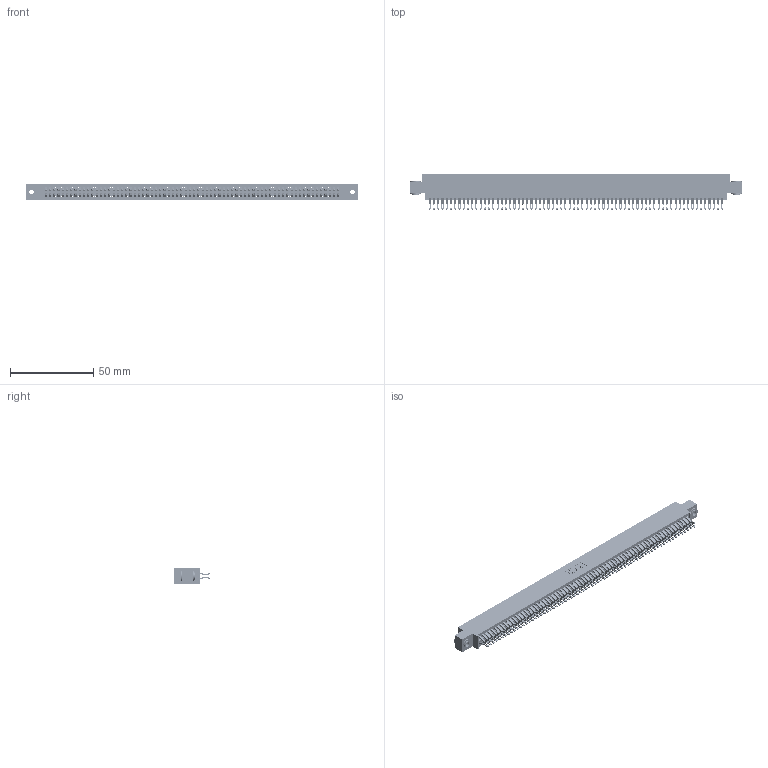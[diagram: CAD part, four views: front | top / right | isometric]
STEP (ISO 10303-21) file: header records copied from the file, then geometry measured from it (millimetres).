
FILE_DESCRIPTION (( 'STEP AP203' ), '1' );
FILE_NAME ('395-140-555-803.STEP', '2019-10-30T02:32:00', ( '' ), ( '' ), 'SwSTEP 2.0', 'SolidWorks 2016', '' );
FILE_SCHEMA (( 'CONFIG_CONTROL_DESIGN' ));
Length unit declared in the file: inch
Products named in the file (4): 345 Part_0.170 Offset - 0.156 Dia-TH; 345-292-001_555 Tail; 345-250-002_345-250-002-102; 395-140-555-803
Assembly tree (143 placements, depth 2):
  395-140-555-803
    345 Part_0.170 Offset - 0.156 Dia-TH
    345-292-001_555 Tail  x140
    345-250-002_345-250-002-102  x2
Bounding box: 199.01 x 21.13 x 9.4 mm (x, y, z)
Volume: 19903.9 mm3; surface area: 31724.4 mm2
Topology: 143 solids, 143 shells, 8008 faces, 25209 edges, 16802 vertices
Faces by surface type: plane 4434, cylinder 3566, cone 8
Entity records: 52262 total; most frequent: CARTESIAN_POINT 8745, ORIENTED_EDGE 8642, DIRECTION 7675, EDGE_CURVE 4321, LINE 3865, VECTOR 3865, VERTEX_POINT 2878, AXIS2_PLACEMENT_3D 1905
